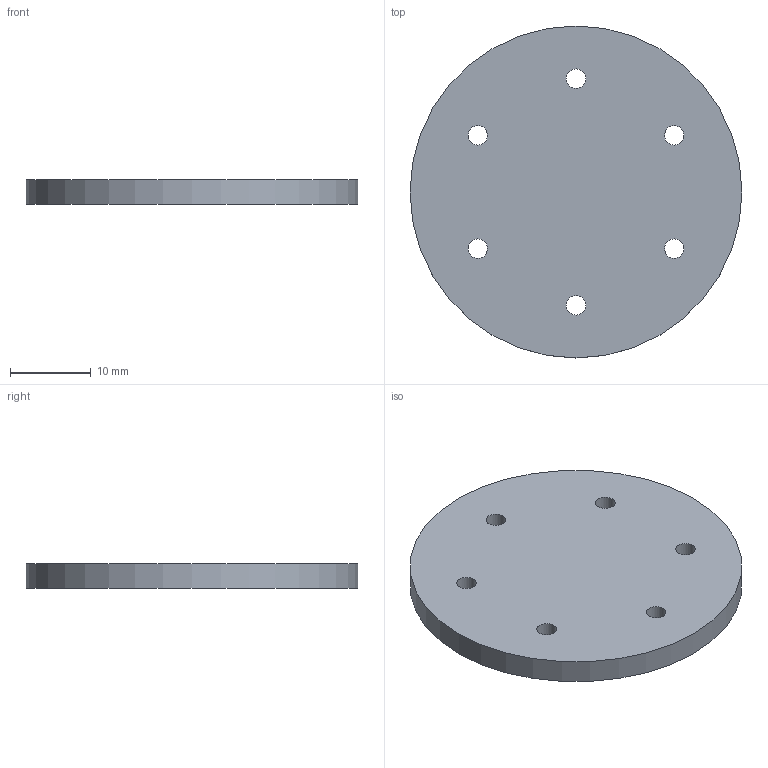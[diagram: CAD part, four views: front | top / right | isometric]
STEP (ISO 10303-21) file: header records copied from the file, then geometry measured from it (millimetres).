
FILE_DESCRIPTION(/* description */ (''),/* implementation_level */ '2;1');
FILE_NAME(/* name */ 'tappo1.stp',/* time_stamp */ '2025-06-09T15:54:38+02:00',/* author */ ('R5800u'),/* organization */ (''),/* preprocessor_version */ 'ST-DEVELOPER v20',/* originating_system */ 'Autodesk Inventor 2025',/* authorisation */ '');
FILE_SCHEMA (('AUTOMOTIVE_DESIGN { 1 0 10303 214 3 1 1 }'));
Length unit declared in the file: millimetre
Products named in the file (1): tappo1
Bounding box: 41 x 41 x 3 mm (x, y, z)
Volume: 3879.3 mm3; surface area: 3108.4 mm2
Topology: 1 solids, 1 shells, 9 faces, 21 edges, 14 vertices
Faces by surface type: cylinder 7, plane 2
Full cylindrical faces by diameter (mm): 2.4 x6, 41 x1
Entity records: 336 total; most frequent: DIRECTION 55, CARTESIAN_POINT 45, ORIENTED_EDGE 42, AXIS2_PLACEMENT_3D 24, EDGE_LOOP 21, EDGE_CURVE 21, CIRCLE 14, VERTEX_POINT 14
